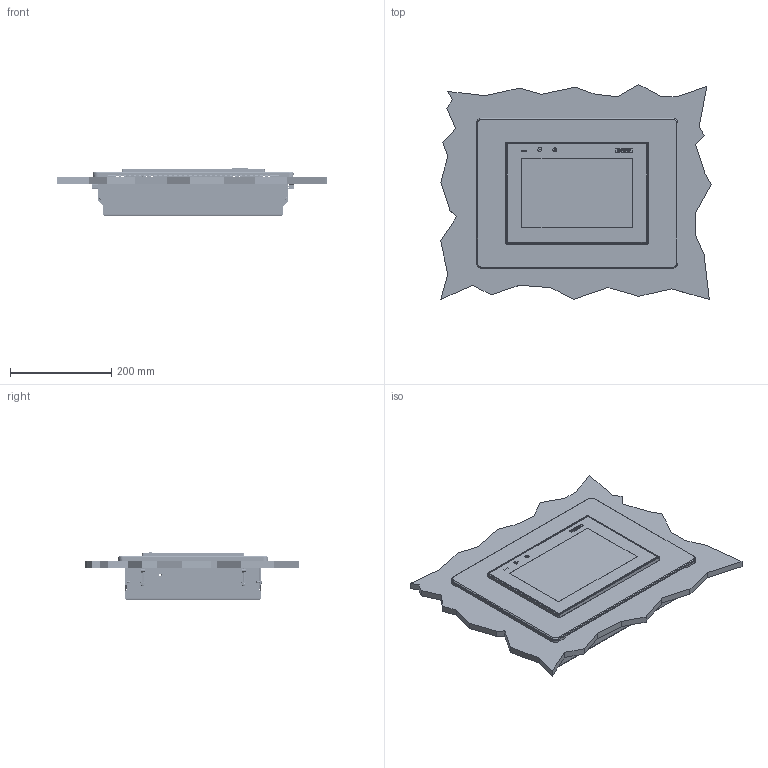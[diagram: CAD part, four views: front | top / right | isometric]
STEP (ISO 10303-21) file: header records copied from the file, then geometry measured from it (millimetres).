
FILE_DESCRIPTION(/* description */ (''),/* implementation_level */ '2;1');
FILE_NAME(/* name */ '2904068_3D.stp',/* time_stamp */ '2018-01-12T07:30:01+01:00',/* author */ ('haertel'),/* organization */ (''),/* preprocessor_version */ 'ST-DEVELOPER v16.5',/* originating_system */ 'Autodesk Inventor 2017',/* authorisation */ '');
FILE_SCHEMA (('AUTOMOTIVE_DESIGN { 1 0 10303 214 3 1 1 }'));
Products named in the file (29): 2904068_3D; Hohlwandplatte_P-PC-15; 2904068-Baugruppe-2_3D; Einputzrahmen_Version-3; Variante-2_Hohlwand-Einbaurahmen_1,5mm_P-PC-15_3D; KVT SO-M5-6; KVT FHL-M4-12 ; SHR S M4X50 DIN965; 1011232_3D; Zugentlastung_3D; Zugentlastung; HUG-6288-1496; Technoprofil-1610825; DIN 466-Rändelmutter; SHR S B2,9x6,5 DIN ISO 7050; Seitenblende; SHB_FCH_4,3_DIN6798_3DSYM; SHB_U_4_3_DIN125_3DSYM PART1; DIN 439 - M4; Festo-PUN-4x0,75; 2904068-Baugruppe-1_3D; Variante-2_Displayrahmen_P-PC-15_3D; Displayrahmen; BLINT 7337A 3,0x6-für 4mm Stärke_3Dsym; Frontplatte__P-PC-15; Frontplatte 5mm; PT_M4X8_3DSYM; MU_M4_6KT_DIN985_3DSYM PART1; TPC-1051WP_Step20160309135658-neu
Assembly tree (78 placements, depth 4):
  2904068_3D
    Hohlwandplatte_P-PC-15
    2904068-Baugruppe-2_3D
      Einputzrahmen_Version-3
        Variante-2_Hohlwand-Einbaurahmen_1,5mm_P-PC-15_3D
        KVT SO-M5-6  x4
        BLINT 7337A 3,0x6-für 4mm Stärke_3Dsym  x8
        KVT FHL-M4-12   x2
      SHR S M4X50 DIN965  x4
      SHB_U_4_3_DIN125_3DSYM PART1  x5
      MU_M4_6KT_DIN985_3DSYM PART1  x4
      1011232_3D  x4
      Zugentlastung_3D
        Zugentlastung
      HUG-6288-1496
      Technoprofil-1610825
      DIN 466-Rändelmutter
      SHR S B2,9x6,5 DIN ISO 7050  x4
      Seitenblende  x2
      SHB_FCH_4,3_DIN6798_3DSYM
      DIN 439 - M4
      Festo-PUN-4x0,75  x4
    2904068-Baugruppe-1_3D
      Variante-2_Displayrahmen_P-PC-15_3D
        Displayrahmen
        BLINT 7337A 3,0x6-für 4mm Stärke_3Dsym  x8
      Frontplatte__P-PC-15
        Frontplatte 5mm
        PT_M4X8_3DSYM  x6
      MU_M4_6KT_DIN985_3DSYM PART1  x6
      TPC-1051WP_Step20160309135658-neu
Bounding box: 535.42 x 425.32 x 93.05 mm (x, y, z)
Volume: 2114108 mm3; surface area: 1415664.6 mm2
Topology: 82 solids, 203 shells, 4278 faces, 14659 edges, 10333 vertices
Faces by surface type: plane 2509, cylinder 1238, cone 225, torus 184, bspline 96, sphere 26
Full cylindrical faces by diameter (mm): 1 x12, 1.5 x3, 2 x85, 2.4 x4, 2.5 x4, 2.6 x2, 2.7 x4, 2.88 x1, 2.9 x4, 3 x12, 3.1 x48, 3.242 x6, 3.422 x10, 3.5 x4, 3.571 x4, 3.6 x9, 4 x24, 4.134 x4, 4.3 x6, 4.5 x6, 4.65 x2, 5.4 x9, 5.5 x10, 5.6 x2, 6 x16, 6.599 x4, 7.12 x4, 7.2 x4, 8 x8, 8.4 x4
Entity records: 152638 total; most frequent: CARTESIAN_POINT 44888, DIRECTION 20792, ORIENTED_EDGE 20339, EDGE_CURVE 12177, VERTEX_POINT 8900, LINE 8552, VECTOR 8552, AXIS2_PLACEMENT_3D 6120
